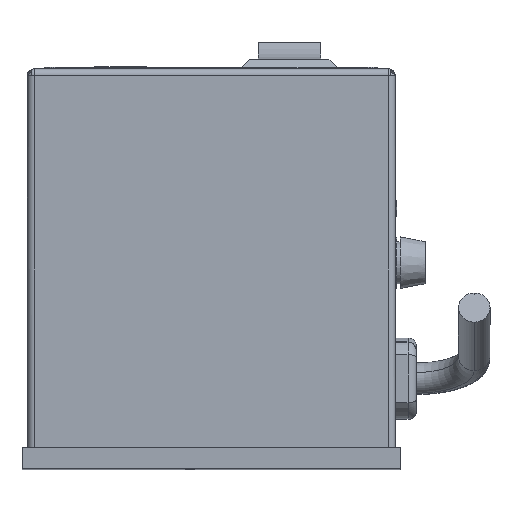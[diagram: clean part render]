
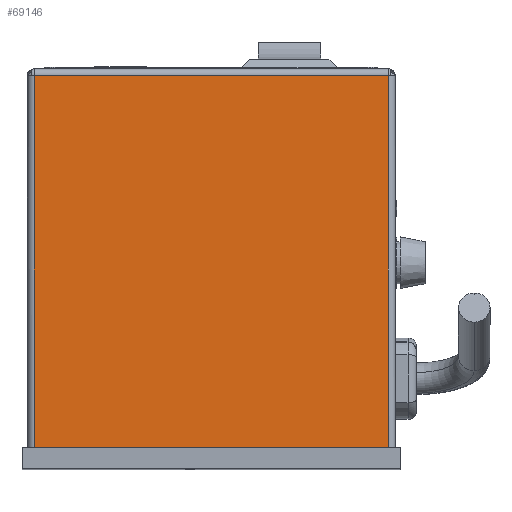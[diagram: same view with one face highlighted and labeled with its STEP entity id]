
A CAD part, top view. The second image highlights one B-rep face of the part: STEP entity #69146.
In plain terms, the highlighted face is planar.
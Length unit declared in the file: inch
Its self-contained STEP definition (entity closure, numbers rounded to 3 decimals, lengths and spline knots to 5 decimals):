
#731 = CARTESIAN_POINT ( 'NONE',  ( 4.5, 0.082, 2.1059 ) ) ;
#2400 = VERTEX_POINT ( 'NONE', #11202 ) ;
#2821 = DIRECTION ( 'NONE',  ( 1., 0., 0. ) ) ;
#3696 = VECTOR ( 'NONE', #42121, 39.37008 ) ;
#3979 = EDGE_CURVE ( 'NONE', #30584, #62726, #58247, .T. ) ;
#6250 = VECTOR ( 'NONE', #44153, 39.37008 ) ;
#9837 = CARTESIAN_POINT ( 'NONE',  ( 4.5, 4.5, -2.1359 ) ) ;
#11202 = CARTESIAN_POINT ( 'NONE',  ( 4.5, 0.0816, -2.1055 ) ) ;
#11643 = CARTESIAN_POINT ( 'NONE',  ( 4.5, 0.082, -2.1055 ) ) ;
#11925 = DIRECTION ( 'NONE',  ( 0., 0., -1. ) ) ;
#12346 = DIRECTION ( 'NONE',  ( 0., 0., 1. ) ) ;
#13013 = VERTEX_POINT ( 'NONE', #39201 ) ;
#14618 = VECTOR ( 'NONE', #11925, 39.37008 ) ;
#15700 = EDGE_CURVE ( 'NONE', #13013, #2400, #44675, .T. ) ;
#17215 = VERTEX_POINT ( 'NONE', #60014 ) ;
#18393 = ORIENTED_EDGE ( 'NONE', *, *, #3979, .T. ) ;
#22274 = ORIENTED_EDGE ( 'NONE', *, *, #40206, .T. ) ;
#26272 = PLANE ( 'NONE',  #43289 ) ;
#29283 = EDGE_CURVE ( 'NONE', #2400, #29762, #40490, .T. ) ;
#29762 = VERTEX_POINT ( 'NONE', #48080 ) ;
#30332 = ORIENTED_EDGE ( 'NONE', *, *, #68946, .T. ) ;
#30584 = VERTEX_POINT ( 'NONE', #54253 ) ;
#31668 = EDGE_CURVE ( 'NONE', #29762, #30584, #52440, .T. ) ;
#33357 = DIRECTION ( 'NONE',  ( 1., 0., 0. ) ) ;
#37227 = DIRECTION ( 'NONE',  ( 0., 0., 1. ) ) ;
#37296 = DIRECTION ( 'NONE',  ( -1., 0., 0. ) ) ;
#38683 = CIRCLE ( 'NONE', #65961, 0.0004 ) ;
#39201 = CARTESIAN_POINT ( 'NONE',  ( 4.5, 0.0816, 2.1055 ) ) ;
#40206 = EDGE_CURVE ( 'NONE', #62726, #17215, #49479, .T. ) ;
#40490 = CIRCLE ( 'NONE', #48467, 0.0004 ) ;
#40895 = CARTESIAN_POINT ( 'NONE',  ( 4.5, 0.082, 2.1055 ) ) ;
#42121 = DIRECTION ( 'NONE',  ( 0., 1., 0. ) ) ;
#43289 = AXIS2_PLACEMENT_3D ( 'NONE', #64334, #37296, #59004 ) ;
#44153 = DIRECTION ( 'NONE',  ( 0., -1., 0. ) ) ;
#44260 = ORIENTED_EDGE ( 'NONE', *, *, #15700, .T. ) ;
#44321 = CARTESIAN_POINT ( 'NONE',  ( 4.5, 0.0816, -2.1055 ) ) ;
#44675 = LINE ( 'NONE', #44321, #14618 ) ;
#46741 = CARTESIAN_POINT ( 'NONE',  ( 4.5, 0.082, -2.1059 ) ) ;
#48080 = CARTESIAN_POINT ( 'NONE',  ( 4.5, 0.082, -2.1059 ) ) ;
#48467 = AXIS2_PLACEMENT_3D ( 'NONE', #11643, #33357, #12346 ) ;
#49479 = LINE ( 'NONE', #731, #6250 ) ;
#51703 = VECTOR ( 'NONE', #37227, 39.37008 ) ;
#52440 = LINE ( 'NONE', #46741, #3696 ) ;
#53364 = ORIENTED_EDGE ( 'NONE', *, *, #31668, .T. ) ;
#54253 = CARTESIAN_POINT ( 'NONE',  ( 4.5, 4.5, -2.1059 ) ) ;
#57545 = CARTESIAN_POINT ( 'NONE',  ( 4.5, 4.5, 2.1059 ) ) ;
#58247 = LINE ( 'NONE', #9837, #51703 ) ;
#59004 = DIRECTION ( 'NONE',  ( 0., 0., 1. ) ) ;
#60014 = CARTESIAN_POINT ( 'NONE',  ( 4.5, 0.082, 2.1059 ) ) ;
#62588 = DIRECTION ( 'NONE',  ( 0., 0., 1. ) ) ;
#62726 = VERTEX_POINT ( 'NONE', #57545 ) ;
#64334 = CARTESIAN_POINT ( 'NONE',  ( 4.5, 0.082, -2.1055 ) ) ;
#65038 = FACE_OUTER_BOUND ( 'NONE', #65752, .T. ) ;
#65752 = EDGE_LOOP ( 'NONE', ( #18393, #22274, #30332, #44260, #68116, #53364 ) ) ;
#65961 = AXIS2_PLACEMENT_3D ( 'NONE', #40895, #2821, #62588 ) ;
#68116 = ORIENTED_EDGE ( 'NONE', *, *, #29283, .T. ) ;
#68946 = EDGE_CURVE ( 'NONE', #17215, #13013, #38683, .T. ) ;
#69146 = ADVANCED_FACE ( 'NONE', ( #65038 ), #26272, .F. ) ;
